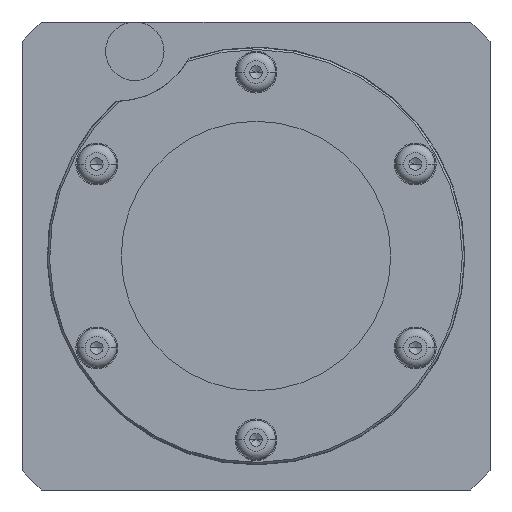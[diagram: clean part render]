
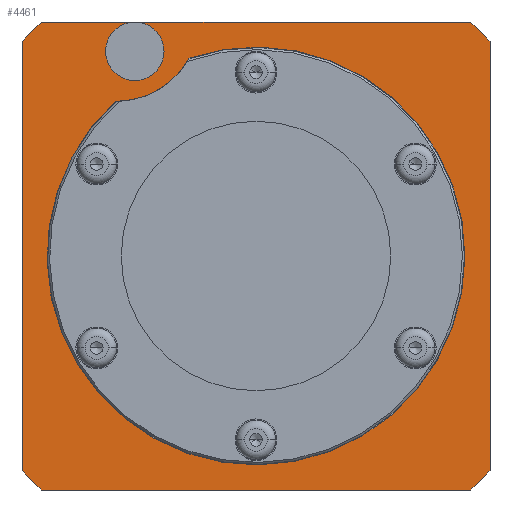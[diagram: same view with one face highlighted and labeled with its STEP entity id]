
A CAD part, left-side view. The second image highlights one B-rep face of the part: STEP entity #4461.
In plain terms, the highlighted planar face has unit normal (-1, 0, 0).
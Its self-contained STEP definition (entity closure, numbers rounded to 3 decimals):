
#1=CARTESIAN_POINT('',(-50.,0.,0.));
#2=DIRECTION('',(-1.,0.,0.));
#3=DIRECTION('',(0.,-0.676,-0.737));
#4=AXIS2_PLACEMENT_3D('',#1,#2,#3);
#280=CARTESIAN_POINT('',(-50.,0.,0.));
#281=DIRECTION('',(1.,0.,0.));
#282=DIRECTION('',(0.,0.737,0.676));
#283=AXIS2_PLACEMENT_3D('',#280,#281,#282);
#353=CARTESIAN_POINT('',(-50.,0.,0.));
#354=DIRECTION('',(-1.,0.,0.));
#355=DIRECTION('',(0.,-0.737,0.676));
#356=AXIS2_PLACEMENT_3D('',#353,#354,#355);
#520=CARTESIAN_POINT('',(-50.,29.,49.));
#521=DIRECTION('',(1.,0.,0.));
#522=DIRECTION('',(0.,0.,-1.));
#523=AXIS2_PLACEMENT_3D('',#520,#521,#522);
#525=CARTESIAN_POINT('',(-50.,29.,49.));
#526=DIRECTION('',(1.,0.,0.));
#527=DIRECTION('',(0.,0.,1.));
#528=AXIS2_PLACEMENT_3D('',#525,#526,#527);
#530=DIRECTION('',(0.,-1.,0.));
#531=VECTOR('',#530,80.381);
#532=CARTESIAN_POINT('',(-50.,29.,56.));
#533=LINE('',#532,#531);
#534=DIRECTION('',(0.,0.,-1.));
#535=VECTOR('',#534,102.762);
#536=CARTESIAN_POINT('',(-50.,-56.,51.381));
#537=LINE('',#536,#535);
#538=DIRECTION('',(0.,1.,0.));
#539=VECTOR('',#538,102.762);
#540=CARTESIAN_POINT('',(-50.,-51.381,-56.));
#541=LINE('',#540,#539);
#542=DIRECTION('',(0.,0.,1.));
#543=VECTOR('',#542,102.762);
#544=CARTESIAN_POINT('',(-50.,56.,-51.381));
#545=LINE('',#544,#543);
#546=DIRECTION('',(0.,-1.,0.));
#547=VECTOR('',#546,22.381);
#548=CARTESIAN_POINT('',(-50.,51.381,56.));
#549=LINE('',#548,#547);
#568=CARTESIAN_POINT('',(-50.,0.,0.));
#569=DIRECTION('',(1.,0.,0.));
#570=DIRECTION('',(0.,0.676,-0.737));
#571=AXIS2_PLACEMENT_3D('',#568,#569,#570);
#582=CARTESIAN_POINT('',(-50.,0.,0.));
#583=DIRECTION('',(1.,0.,0.));
#584=DIRECTION('',(0.,0.319,0.948));
#585=AXIS2_PLACEMENT_3D('',#582,#583,#584);
#661=CARTESIAN_POINT('',(-50.,33.5,57.));
#662=DIRECTION('',(-1.,0.,0.));
#663=DIRECTION('',(0.,0.006,-1.));
#664=AXIS2_PLACEMENT_3D('',#661,#662,#663);
#3085=CARTESIAN_POINT('',(-50.,-51.381,-56.));
#3087=VERTEX_POINT('',#3085);
#3089=CARTESIAN_POINT('',(-50.,-51.381,56.));
#3091=VERTEX_POINT('',#3089);
#3093=CARTESIAN_POINT('',(-50.,-56.,-51.381));
#3095=VERTEX_POINT('',#3093);
#3097=CARTESIAN_POINT('',(-50.,-56.,51.381));
#3099=VERTEX_POINT('',#3097);
#3102=CARTESIAN_POINT('',(-50.,51.381,-56.));
#3103=VERTEX_POINT('',#3102);
#3104=CARTESIAN_POINT('',(-50.,56.,-51.381));
#3105=CARTESIAN_POINT('',(-50.,56.,51.381));
#3106=VERTEX_POINT('',#3104);
#3107=VERTEX_POINT('',#3105);
#3113=CARTESIAN_POINT('',(-50.,51.381,56.));
#3115=VERTEX_POINT('',#3113);
#3148=CARTESIAN_POINT('',(-50.,33.63,37.));
#3149=CARTESIAN_POINT('',(-50.,15.964,47.383));
#3150=VERTEX_POINT('',#3148);
#3151=VERTEX_POINT('',#3149);
#3627=CARTESIAN_POINT('',(-50.,29.,42.));
#3628=CARTESIAN_POINT('',(-50.,29.,56.));
#3629=VERTEX_POINT('',#3627);
#3630=VERTEX_POINT('',#3628);
#4434=CARTESIAN_POINT('',(-50.,0.,0.));
#4435=DIRECTION('',(-1.,0.,0.));
#4436=DIRECTION('',(0.,0.,1.));
#4437=AXIS2_PLACEMENT_3D('',#4434,#4435,#4436);
#4438=PLANE('',#4437);
#4440=ORIENTED_EDGE('',*,*,#4439,.F.);
#4442=ORIENTED_EDGE('',*,*,#4441,.F.);
#4443=ORIENTED_EDGE('',*,*,#4141,.T.);
#4444=ORIENTED_EDGE('',*,*,#4261,.F.);
#4445=ORIENTED_EDGE('',*,*,#4275,.T.);
#4446=ORIENTED_EDGE('',*,*,#3885,.F.);
#4447=ORIENTED_EDGE('',*,*,#3904,.T.);
#4449=ORIENTED_EDGE('',*,*,#4448,.T.);
#4450=ORIENTED_EDGE('',*,*,#4059,.T.);
#4451=ORIENTED_EDGE('',*,*,#4126,.T.);
#4452=ORIENTED_EDGE('',*,*,#4143,.T.);
#4453=EDGE_LOOP('',(#4440,#4442,#4443,#4444,#4445,#4446,#4447,#4449,#4450,#4451,
#4452));
#4454=FACE_OUTER_BOUND('',#4453,.F.);
#4456=ORIENTED_EDGE('',*,*,#4455,.F.);
#4458=ORIENTED_EDGE('',*,*,#4457,.F.);
#4459=EDGE_LOOP('',(#4456,#4458));
#4460=FACE_BOUND('',#4459,.F.);
#4461=ADVANCED_FACE('',(#4454,#4460),#4438,.T.);
#5=CIRCLE('',#4,76.);
#284=CIRCLE('',#283,76.);
#357=CIRCLE('',#356,76.);
#524=CIRCLE('',#523,7.);
#529=CIRCLE('',#528,7.);
#572=CIRCLE('',#571,76.);
#586=CIRCLE('',#585,50.);
#665=CIRCLE('',#664,20.);
#3885=EDGE_CURVE('',#3087,#3095,#5,.T.);
#3904=EDGE_CURVE('',#3087,#3103,#541,.T.);
#4059=EDGE_CURVE('',#3106,#3107,#545,.T.);
#4126=EDGE_CURVE('',#3107,#3115,#284,.T.);
#4141=EDGE_CURVE('',#3630,#3091,#533,.T.);
#4143=EDGE_CURVE('',#3115,#3630,#549,.T.);
#4261=EDGE_CURVE('',#3099,#3091,#357,.T.);
#4275=EDGE_CURVE('',#3099,#3095,#537,.T.);
#4439=EDGE_CURVE('',#3629,#3630,#524,.T.);
#4441=EDGE_CURVE('',#3630,#3629,#529,.T.);
#4448=EDGE_CURVE('',#3103,#3106,#572,.T.);
#4455=EDGE_CURVE('',#3151,#3150,#586,.T.);
#4457=EDGE_CURVE('',#3150,#3151,#665,.T.);
